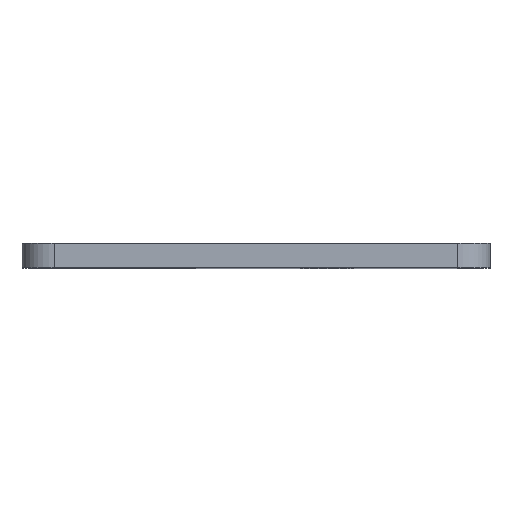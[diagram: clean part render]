
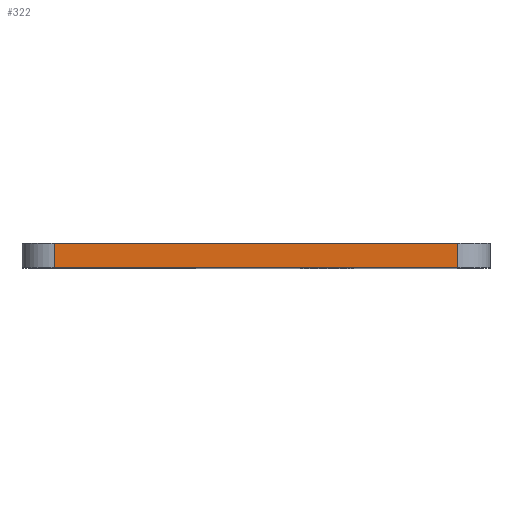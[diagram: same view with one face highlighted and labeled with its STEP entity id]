
A CAD part, top view. The second image highlights one B-rep face of the part: STEP entity #322.
In plain terms, the highlighted planar face has unit normal (0, 0, 1).
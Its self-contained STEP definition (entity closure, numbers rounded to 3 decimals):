
#15 = DIRECTION ( 'NONE',  ( 1., 0., 0. ) ) ;
#62 = EDGE_CURVE ( 'NONE', #427, #330, #473, .T. ) ;
#94 = DIRECTION ( 'NONE',  ( 1., 0., 0. ) ) ;
#95 = VECTOR ( 'NONE', #487, 1000. ) ;
#115 = FACE_OUTER_BOUND ( 'NONE', #659, .T. ) ;
#118 = CARTESIAN_POINT ( 'NONE',  ( 10., 0., 7. ) ) ;
#130 = ORIENTED_EDGE ( 'NONE', *, *, #62, .T. ) ;
#166 = CARTESIAN_POINT ( 'NONE',  ( 10., 0., 7. ) ) ;
#218 = DIRECTION ( 'NONE',  ( 0., 0., 1. ) ) ;
#241 = EDGE_CURVE ( 'NONE', #363, #483, #493, .T. ) ;
#247 = EDGE_CURVE ( 'NONE', #483, #427, #484, .T. ) ;
#306 = DIRECTION ( 'NONE',  ( 0., 1., 0. ) ) ;
#322 = ADVANCED_FACE ( 'NONE', ( #115 ), #554, .T. ) ;
#330 = VERTEX_POINT ( 'NONE', #488 ) ;
#342 = VECTOR ( 'NONE', #382, 1000. ) ;
#350 = LINE ( 'NONE', #352, #478 ) ;
#352 = CARTESIAN_POINT ( 'NONE',  ( 8., 1.5, 7. ) ) ;
#363 = VERTEX_POINT ( 'NONE', #661 ) ;
#382 = DIRECTION ( 'NONE',  ( 0., -1., 0. ) ) ;
#427 = VERTEX_POINT ( 'NONE', #572 ) ;
#472 = CARTESIAN_POINT ( 'NONE',  ( 35., 0., 7. ) ) ;
#473 = LINE ( 'NONE', #472, #595 ) ;
#478 = VECTOR ( 'NONE', #94, 1000. ) ;
#483 = VERTEX_POINT ( 'NONE', #118 ) ;
#484 = LINE ( 'NONE', #597, #95 ) ;
#487 = DIRECTION ( 'NONE',  ( 1., 0., 0. ) ) ;
#488 = CARTESIAN_POINT ( 'NONE',  ( 35., 1.5, 7. ) ) ;
#493 = LINE ( 'NONE', #166, #342 ) ;
#554 = PLANE ( 'NONE',  #630 ) ;
#572 = CARTESIAN_POINT ( 'NONE',  ( 35., 0., 7. ) ) ;
#576 = ORIENTED_EDGE ( 'NONE', *, *, #247, .T. ) ;
#595 = VECTOR ( 'NONE', #306, 1000. ) ;
#597 = CARTESIAN_POINT ( 'NONE',  ( 8., 0., 7. ) ) ;
#613 = CARTESIAN_POINT ( 'NONE',  ( 8., 0., 7. ) ) ;
#622 = ORIENTED_EDGE ( 'NONE', *, *, #691, .F. ) ;
#630 = AXIS2_PLACEMENT_3D ( 'NONE', #613, #218, #15 ) ;
#659 = EDGE_LOOP ( 'NONE', ( #622, #662, #576, #130 ) ) ;
#661 = CARTESIAN_POINT ( 'NONE',  ( 10., 1.5, 7. ) ) ;
#662 = ORIENTED_EDGE ( 'NONE', *, *, #241, .T. ) ;
#691 = EDGE_CURVE ( 'NONE', #363, #330, #350, .T. ) ;
